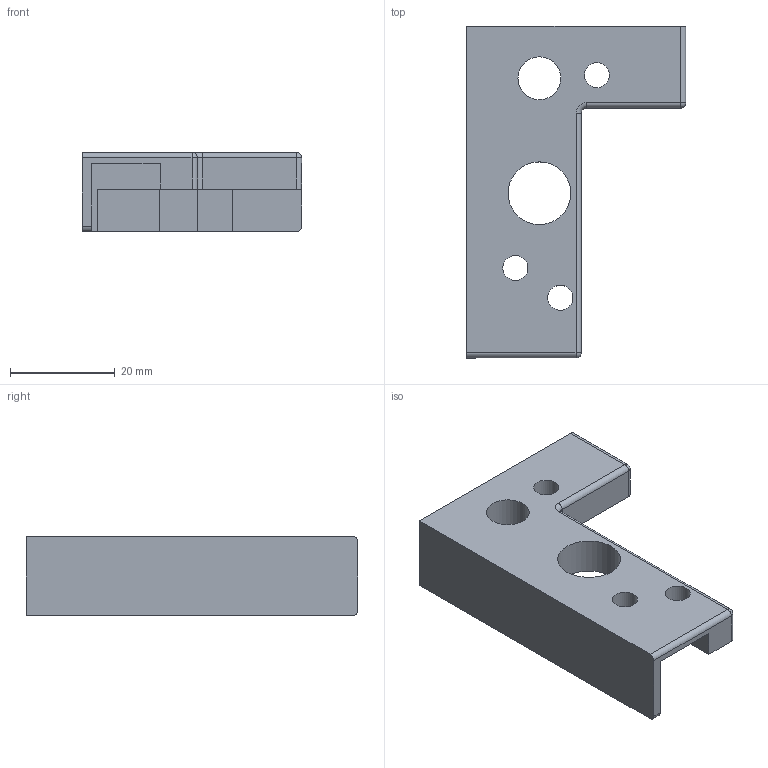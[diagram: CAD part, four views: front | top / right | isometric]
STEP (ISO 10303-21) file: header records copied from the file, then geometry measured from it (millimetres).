
FILE_DESCRIPTION(/* description */ (''),/* implementation_level */ '2;1');
FILE_NAME(/* name */ 'Top Corner Mirrored.stp',/* time_stamp */ '2016-12-28T17:05:13-06:00',/* author */ (''),/* organization */ (''),/* preprocessor_version */ 'ST-DEVELOPER v16.5',/* originating_system */ 'Autodesk Translation Framework v5.2.0.2920',/* authorisation */ '');
FILE_SCHEMA (('AUTOMOTIVE_DESIGN { 1 0 10303 214 3 1 1 }'));
Length unit declared in the file: millimetre
Products named in the file (2): Top Corners(Mirror) (2)(Mirror); Ztop(Mirror) (5)(Mirror)
Assembly tree (1 placements, depth 2):
  Top Corners(Mirror) (2)(Mirror)
    Ztop(Mirror) (5)(Mirror)
Bounding box: 42 x 63.5 x 15.1 mm (x, y, z)
Volume: 10514.4 mm3; surface area: 7408 mm2
Topology: 1 solids, 1 shells, 46 faces, 123 edges, 79 vertices
Faces by surface type: plane 28, cylinder 14, torus 2, sphere 2
Full cylindrical faces by diameter (mm): 4.8 x3, 8.2 x1, 12 x1
Entity records: 1464 total; most frequent: DIRECTION 246, CARTESIAN_POINT 245, ORIENTED_EDGE 234, EDGE_CURVE 117, LINE 86, VECTOR 86, AXIS2_PLACEMENT_3D 80, VERTEX_POINT 79
